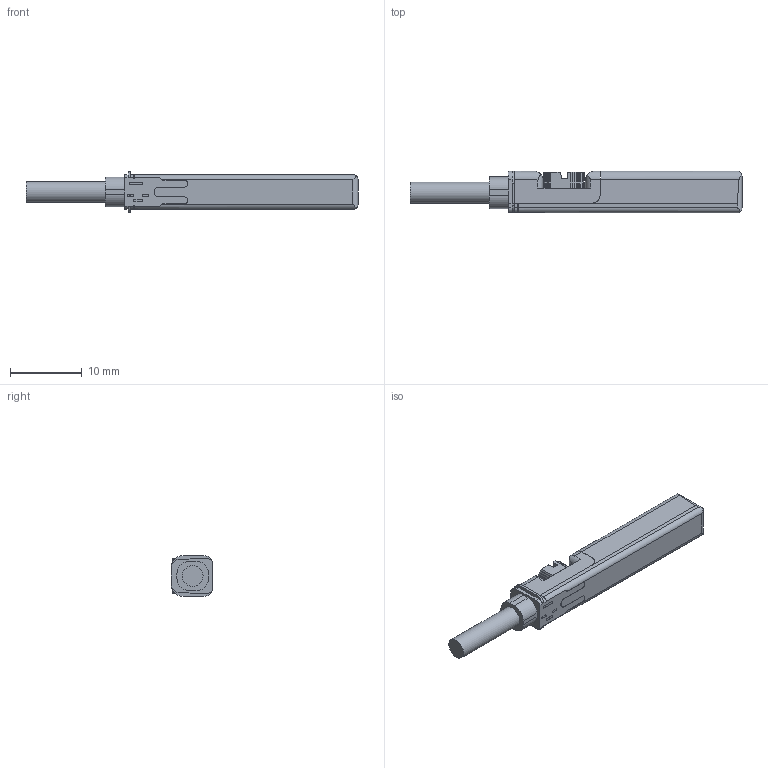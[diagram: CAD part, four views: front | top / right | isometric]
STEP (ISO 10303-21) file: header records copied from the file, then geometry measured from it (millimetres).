
FILE_DESCRIPTION( ( 'STEP AP203' ), '1' );
FILE_NAME( 'SICK RZT7-03ZWS-KUB-Bestell-Nr.1070870.stp', '2018-12-17T14:18:07', ( '' ), ( '' ), ' ', 'PARTsolutions', ' ' );
FILE_SCHEMA( ( 'CONFIG_CONTROL_DESIGN' ) );
Length unit declared in the file: millimetre
Products named in the file (2): SICK RZT7-03ZWS-KUB-Bestell-Nr.1070870; _SICK RZT7-03ZWS-KUB-Bestell-Nr.10708701
Assembly tree (1 placements, depth 2):
  SICK RZT7-03ZWS-KUB-Bestell-Nr.1070870
    _SICK RZT7-03ZWS-KUB-Bestell-Nr.10708701
Bounding box: 46.2 x 5.8 x 5.7 mm (x, y, z)
Volume: 947.8 mm3; surface area: 1041.6 mm2
Topology: 1 solids, 1 shells, 287 faces, 817 edges, 540 vertices
Faces by surface type: plane 177, cylinder 108, torus 2
Full cylindrical faces by diameter (mm): 1.47 x1, 1.6 x1, 2.5 x1, 2.9 x1
Entity records: 9496 total; most frequent: CARTESIAN_POINT 1800, ORIENTED_EDGE 1620, DIRECTION 1587, EDGE_CURVE 810, LINE 563, VECTOR 563, VERTEX_POINT 539, AXIS2_PLACEMENT_3D 512
